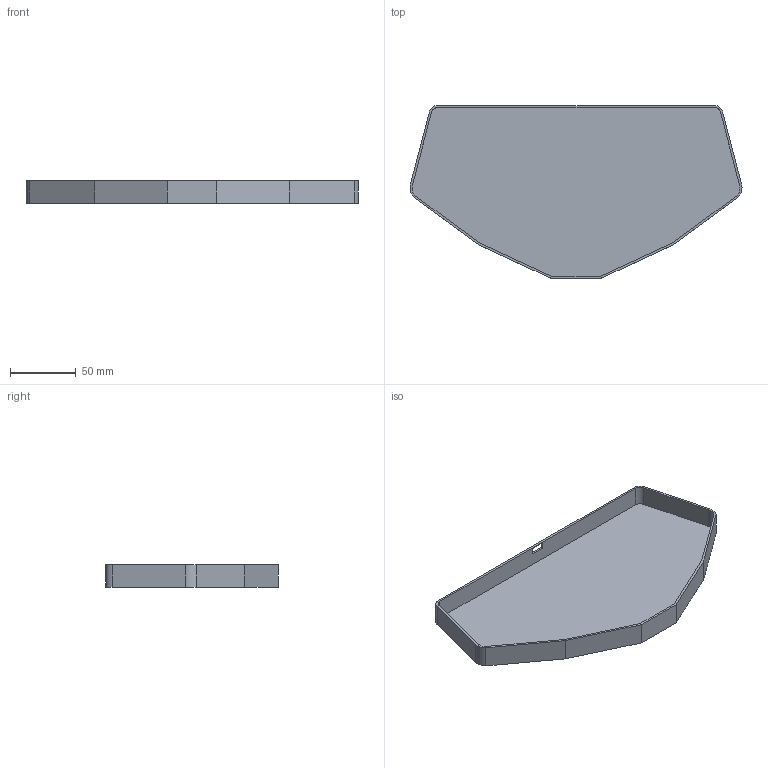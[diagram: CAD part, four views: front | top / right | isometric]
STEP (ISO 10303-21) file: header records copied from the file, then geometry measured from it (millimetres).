
FILE_DESCRIPTION(/* description */ (''),/* implementation_level */ '2;1');
FILE_NAME(/* name */ 'euclid36-case-v3.step',/* time_stamp */ '2021-03-24T11:53:39-07:00',/* author */ (''),/* organization */ (''),/* preprocessor_version */ 'ST-DEVELOPER v18.1',/* originating_system */ 'Autodesk Translation Framework v9.10.0.1330',/* authorisation */ '');
FILE_SCHEMA (('AUTOMOTIVE_DESIGN { 1 0 10303 214 3 1 1 }'));
Length unit declared in the file: millimetre
Products named in the file (1): euclid36-case
Bounding box: 252.8 x 131.7 x 17 mm (x, y, z)
Volume: 57602.8 mm3; surface area: 73087.3 mm2
Topology: 1 solids, 1 shells, 31 faces, 88 edges, 60 vertices
Faces by surface type: plane 23, cylinder 8
Entity records: 1054 total; most frequent: CARTESIAN_POINT 180, ORIENTED_EDGE 176, DIRECTION 168, EDGE_CURVE 88, LINE 72, VECTOR 72, VERTEX_POINT 60, AXIS2_PLACEMENT_3D 48
